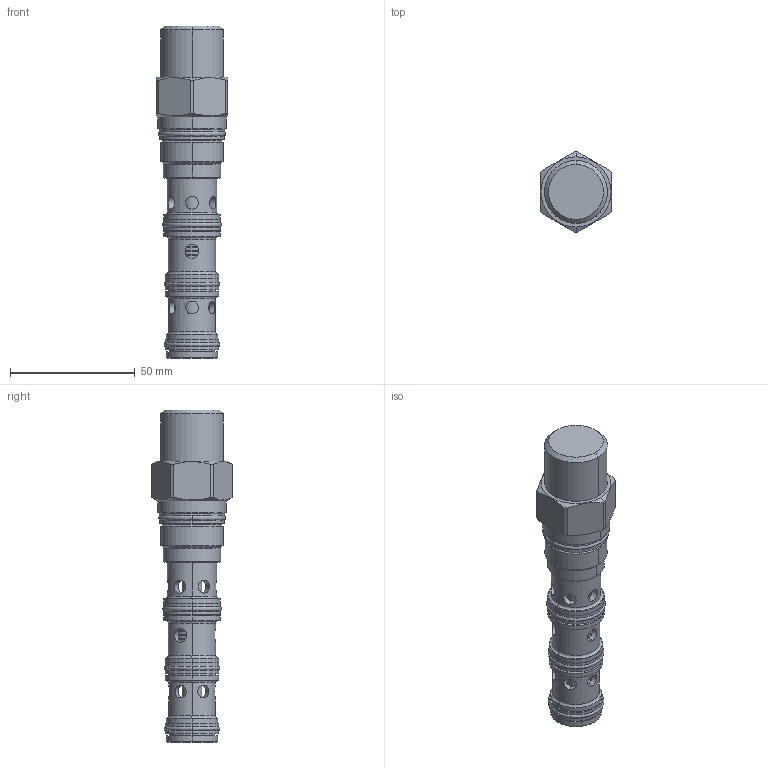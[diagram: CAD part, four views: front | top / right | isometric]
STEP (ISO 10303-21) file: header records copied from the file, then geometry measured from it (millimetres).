
FILE_DESCRIPTION((''),'2;1');
FILE_NAME('DSES-XGN_PRT','2009-11-05T',('Administrator'),(''),'PRO/ENGINEER BY PARAMETRIC TECHNOLOGY CORPORATION, 2006240','PRO/ENGINEER BY PARAMETRIC TECHNOLOGY CORPORATION, 2006240','');
FILE_SCHEMA(('CONFIG_CONTROL_DESIGN'));
Length unit declared in the file: inch
Products named in the file (1): DSES-XGN_PRT
Bounding box: 28.57 x 32.21 x 133.34 mm (x, y, z)
Volume: 49252.6 mm3; surface area: 20680.4 mm2
Topology: 6 solids, 6 shells, 339 faces, 736 edges, 446 vertices
Faces by surface type: cylinder 154, torus 82, plane 59, cone 28, revolution 16
Entity records: 11776 total; most frequent: CARTESIAN_POINT 4145, DIRECTION 1706, ORIENTED_EDGE 1464, AXIS2_PLACEMENT_3D 751, EDGE_CURVE 732, VERTEX_POINT 446, CIRCLE 428, EDGE_LOOP 422
